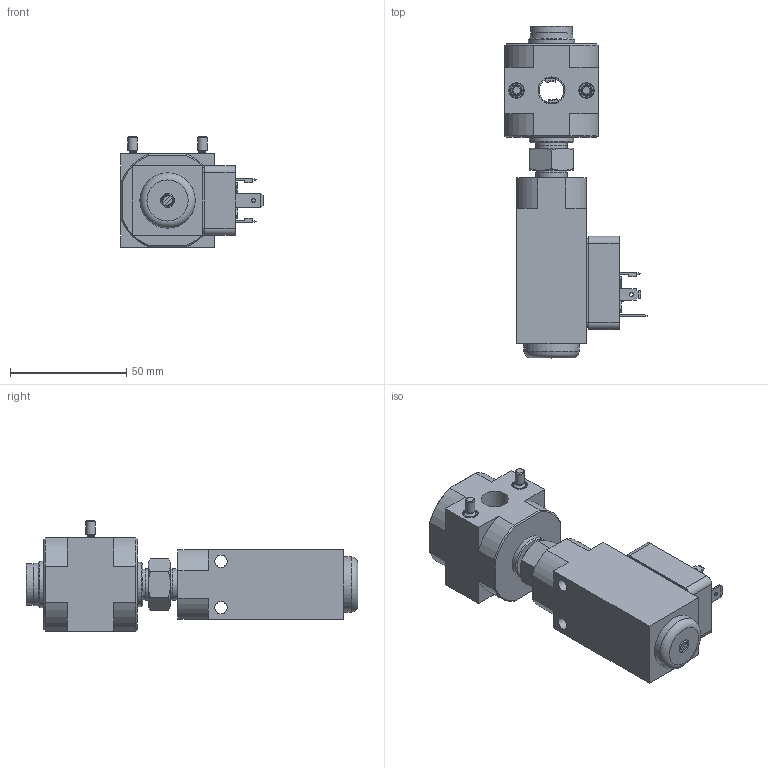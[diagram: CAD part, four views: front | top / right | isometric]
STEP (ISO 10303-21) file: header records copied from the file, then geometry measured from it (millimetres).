
FILE_DESCRIPTION(/* description */ ('STEP AP214'),/* implementation_level */ '2;1');
FILE_NAME(/* name */ '542184_FRM-Y-D-MINI',/* time_stamp */ '2024-08-28T19:13:26+02:00',/* author */ ('License CC BY-ND 4.0'),/* organization */ ('CADENAS'),/* preprocessor_version */ 'ST-DEVELOPER v19.3',/* originating_system */ 'PARTsolutions',/* authorisation */ ' ');
FILE_SCHEMA (('AUTOMOTIVE_DESIGN {1 0 10303 214 3 1 1}'));
Length unit declared in the file: millimetre
Products named in the file (7): 542184 FRM-Y-D-MINI; 724703 FRM-...-D-MINI; 355622 FRB-D-MINI; 151521 ESK-1/4-1/4; 175250 PEV-1/4-B-OD; DIN-908 G1/4A; 531772 OK-1/4
Assembly tree (7 placements, depth 2):
  542184 FRM-Y-D-MINI
    724703 FRM-...-D-MINI
    355622 FRB-D-MINI  x2
    151521 ESK-1/4-1/4
    175250 PEV-1/4-B-OD
    DIN-908 G1/4A
    531772 OK-1/4
Bounding box: 61 x 142.5 x 47.3 mm (x, y, z)
Volume: 136955.9 mm3; surface area: 36654.3 mm2
Topology: 7 solids, 8 shells, 429 faces, 1058 edges, 678 vertices
Faces by surface type: plane 264, cylinder 88, cone 63, torus 12, sphere 2
Full cylindrical faces by diameter (mm): 1.65 x4, 2.459 x1, 2.9 x2, 3.242 x2, 4 x2, 5 x1, 5.2 x2, 5.3 x2, 5.6 x1, 6 x6, 6.93 x1, 7.9 x1, 10.6 x1, 11.445 x3, 11.6 x1, 12.01 x1, 13.157 x1, 13.3 x1, 13.482 x2, 15.6 x1, 16.2 x1, 18 x1, 18.1 x1, 18.3 x1, 19 x2, 19.1 x1, 20 x1, 26 x1, 37 x1
Entity records: 14274 total; most frequent: CARTESIAN_POINT 2261, DIRECTION 1993, ORIENTED_EDGE 1868, EDGE_CURVE 934, AXIS2_PLACEMENT_3D 698, VERTEX_POINT 648, LINE 597, VECTOR 597
